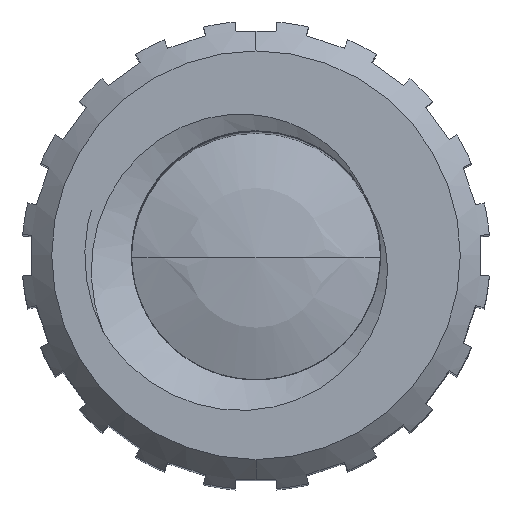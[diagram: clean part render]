
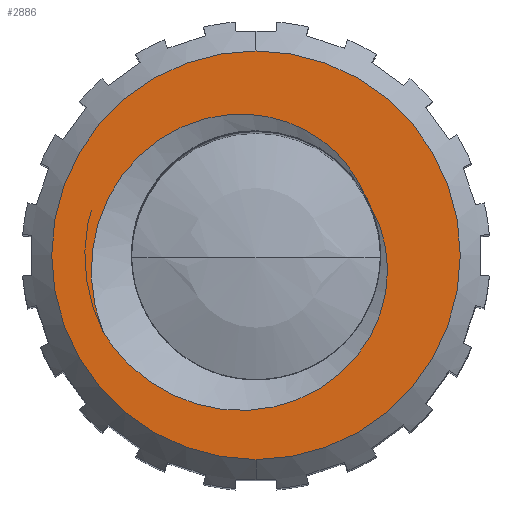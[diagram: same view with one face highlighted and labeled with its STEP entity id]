
A CAD part, top view. The second image highlights one B-rep face of the part: STEP entity #2886.
In plain terms, the highlighted planar face has unit normal (0, 0, 1).
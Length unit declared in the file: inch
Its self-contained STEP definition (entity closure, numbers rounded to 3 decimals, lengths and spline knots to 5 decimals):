
#1=CARTESIAN_POINT('',(0.05743,0.02467,0.543));
#2=CARTESIAN_POINT('',(0.05942,0.02124,0.543));
#3=CARTESIAN_POINT('',(0.06272,0.01409,0.543));
#4=CARTESIAN_POINT('',(0.06568,0.00224,0.543));
#5=CARTESIAN_POINT('',(0.06635,-0.01024,0.543));
#6=CARTESIAN_POINT('',(0.06468,-0.02269,0.543));
#7=CARTESIAN_POINT('',(0.06066,-0.03483,0.543));
#8=CARTESIAN_POINT('',(0.05433,-0.04624,0.543));
#9=CARTESIAN_POINT('',(0.04596,-0.05636,0.543));
#10=CARTESIAN_POINT('',(0.03567,-0.06498,0.543));
#11=CARTESIAN_POINT('',(0.02376,-0.07166,0.543));
#12=CARTESIAN_POINT('',(0.01086,-0.07609,0.543));
#13=CARTESIAN_POINT('',(-0.00304,-0.07818,0.543));
#14=CARTESIAN_POINT('',(-0.01716,-0.07772,0.543));
#15=CARTESIAN_POINT('',(-0.03108,-0.07474,0.543));
#16=CARTESIAN_POINT('',(-0.04467,-0.06914,0.543));
#17=CARTESIAN_POINT('',(-0.05691,-0.06129,0.543));
#18=CARTESIAN_POINT('',(-0.06787,-0.05114,0.543));
#19=CARTESIAN_POINT('',(-0.07389,-0.04318,0.543));
#20=CARTESIAN_POINT('',(-0.07659,-0.03885,0.543));
#22=CARTESIAN_POINT('',(-0.07659,-0.03885,0.543));
#23=CARTESIAN_POINT('',(-0.07846,-0.03419,0.543));
#24=CARTESIAN_POINT('',(-0.08132,-0.02474,0.543));
#25=CARTESIAN_POINT('',(-0.08308,-0.00986,0.543));
#26=CARTESIAN_POINT('',(-0.08217,0.00478,0.543));
#27=CARTESIAN_POINT('',(-0.07875,0.01882,0.543));
#28=CARTESIAN_POINT('',(-0.07289,0.032,0.543));
#29=CARTESIAN_POINT('',(-0.06492,0.04367,0.543));
#30=CARTESIAN_POINT('',(-0.05516,0.05356,0.543));
#31=CARTESIAN_POINT('',(-0.04382,0.06149,0.543));
#32=CARTESIAN_POINT('',(-0.03148,0.06711,0.543));
#33=CARTESIAN_POINT('',(-0.01853,0.07035,0.543));
#34=CARTESIAN_POINT('',(-0.00523,0.07115,0.543));
#35=CARTESIAN_POINT('',(0.00756,0.06955,0.543));
#36=CARTESIAN_POINT('',(0.01981,0.06564,0.543));
#37=CARTESIAN_POINT('',(0.03093,0.05958,0.543));
#38=CARTESIAN_POINT('',(0.04045,0.05182,0.543));
#39=CARTESIAN_POINT('',(0.04841,0.04232,0.543));
#40=CARTESIAN_POINT('',(0.05223,0.03541,0.543));
#41=CARTESIAN_POINT('',(0.05382,0.03177,0.543));
#43=CARTESIAN_POINT('',(0.,0.,0.543));
#44=DIRECTION('',(0.,0.,1.));
#45=DIRECTION('',(0.,1.,0.));
#46=AXIS2_PLACEMENT_3D('',#43,#44,#45);
#48=CARTESIAN_POINT('',(0.,0.,0.543));
#49=DIRECTION('',(0.,0.,1.));
#50=DIRECTION('',(0.,-1.,0.));
#51=AXIS2_PLACEMENT_3D('',#48,#49,#50);
#156=CARTESIAN_POINT('',(0.,0.,0.543));
#157=DIRECTION('',(0.,0.,-1.));
#158=DIRECTION('',(0.861,0.508,0.));
#159=AXIS2_PLACEMENT_3D('',#156,#157,#158);
#2509=VERTEX_POINT('',#1);
#2510=VERTEX_POINT('',#20);
#2511=VERTEX_POINT('',#41);
#2557=CARTESIAN_POINT('',(0.,0.1025,0.543));
#2558=CARTESIAN_POINT('',(0.,-0.1025,0.543));
#2559=VERTEX_POINT('',#2557);
#2560=VERTEX_POINT('',#2558);
#2867=CARTESIAN_POINT('',(0.,0.,0.543));
#2868=DIRECTION('',(0.,0.,1.));
#2869=DIRECTION('',(0.,1.,0.));
#2870=AXIS2_PLACEMENT_3D('',#2867,#2868,#2869);
#2871=PLANE('',#2870);
#2873=ORIENTED_EDGE('',*,*,#2872,.F.);
#2875=ORIENTED_EDGE('',*,*,#2874,.F.);
#2876=EDGE_LOOP('',(#2873,#2875));
#2877=FACE_OUTER_BOUND('',#2876,.F.);
#2879=ORIENTED_EDGE('',*,*,#2878,.F.);
#2881=ORIENTED_EDGE('',*,*,#2880,.F.);
#2883=ORIENTED_EDGE('',*,*,#2882,.F.);
#2884=EDGE_LOOP('',(#2879,#2881,#2883));
#2885=FACE_BOUND('',#2884,.F.);
#2886=ADVANCED_FACE('',(#2877,#2885),#2871,.T.);
#21=B_SPLINE_CURVE_WITH_KNOTS('',3,(#1,#2,#3,#4,#5,#6,#7,#8,#9,#10,#11,#12,#13,
#14,#15,#16,#17,#18,#19,#20),.UNSPECIFIED.,.F.,.F.,(4,1,1,1,1,1,1,1,1,1,1,1,1,1,
1,1,1,4),(0.,0.05882,0.11765,0.17647,
0.23529,0.29412,0.35294,0.41176,
0.47059,0.52941,0.58824,0.64706,
0.70588,0.76471,0.82353,0.88235,
0.94118,1.),.UNSPECIFIED.);
#42=B_SPLINE_CURVE_WITH_KNOTS('',3,(#22,#23,#24,#25,#26,#27,#28,#29,#30,#31,#32,
#33,#34,#35,#36,#37,#38,#39,#40,#41),.UNSPECIFIED.,.F.,.F.,(4,1,1,1,1,1,1,1,1,1,
1,1,1,1,1,1,1,4),(0.,0.05882,0.11765,0.17647,
0.23529,0.29412,0.35294,0.41176,
0.47059,0.52941,0.58824,0.64706,
0.70588,0.76471,0.82353,0.88235,
0.94118,1.),.UNSPECIFIED.);
#47=CIRCLE('',#46,0.1025);
#52=CIRCLE('',#51,0.1025);
#160=CIRCLE('',#159,0.0625);
#2872=EDGE_CURVE('',#2559,#2560,#47,.T.);
#2874=EDGE_CURVE('',#2560,#2559,#52,.T.);
#2878=EDGE_CURVE('',#2509,#2510,#21,.T.);
#2880=EDGE_CURVE('',#2511,#2509,#160,.T.);
#2882=EDGE_CURVE('',#2510,#2511,#42,.T.);
